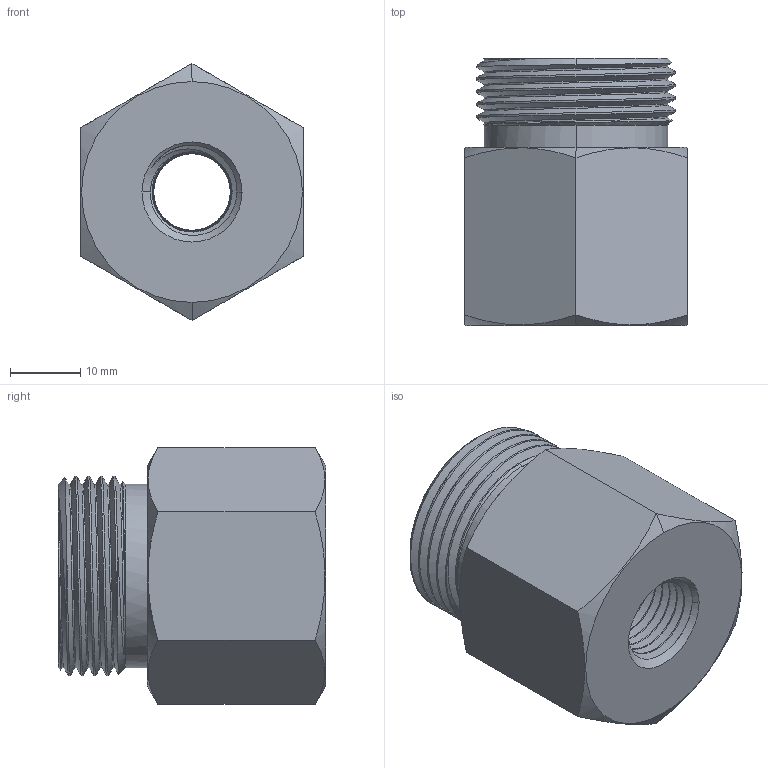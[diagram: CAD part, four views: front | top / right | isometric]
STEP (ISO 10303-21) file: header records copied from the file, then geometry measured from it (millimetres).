
FILE_DESCRIPTION (( 'STEP AP203' ), '1' );
FILE_NAME ('AD-705MSS-4FNPT.STEP', '2025-08-07T19:23:07', ( '' ), ( '' ), 'SwSTEP 2.0', 'SolidWorks 2018', '' );
FILE_SCHEMA (( 'CONFIG_CONTROL_DESIGN' ));
Length unit declared in the file: inch
Products named in the file (1): AD-705MSS-4FNPT
Bounding box: 31.75 x 38.1 x 36.66 mm (x, y, z)
Volume: 24356 mm3; surface area: 7935.9 mm2
Topology: 1 solids, 1 shells, 147 faces, 399 edges, 262 vertices
Faces by surface type: bspline 56, cone 42, plane 32, cylinder 17
Entity records: 15494 total; most frequent: CARTESIAN_POINT 12290, ORIENTED_EDGE 798, DIRECTION 400, EDGE_CURVE 399, VERTEX_POINT 262, B_SPLINE_CURVE_WITH_KNOTS 193, EDGE_LOOP 157, VECTOR 156
